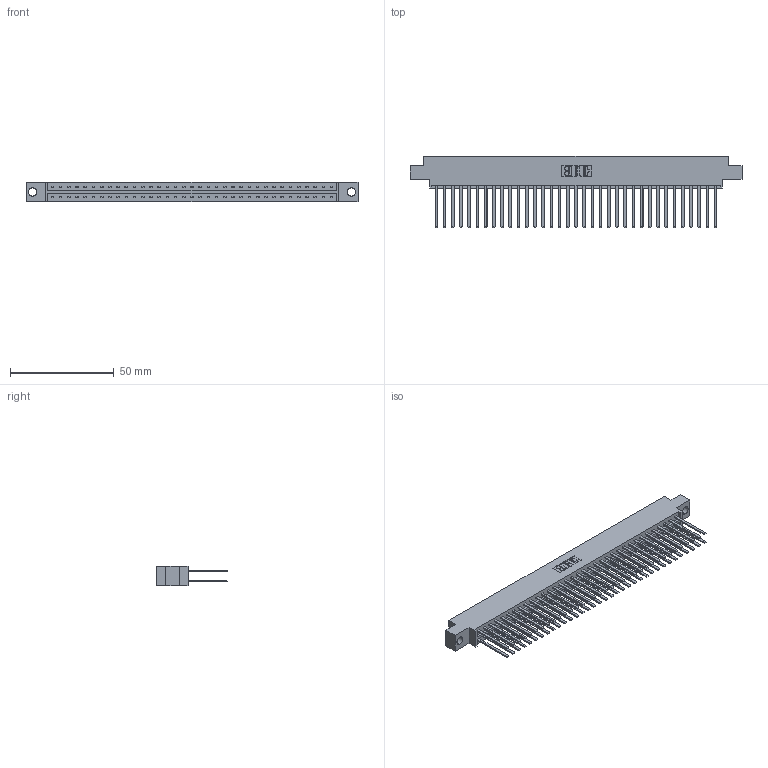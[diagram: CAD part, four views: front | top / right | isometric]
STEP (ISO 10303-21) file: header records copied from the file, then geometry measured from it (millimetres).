
FILE_DESCRIPTION (( 'STEP AP203' ), '1' );
FILE_NAME ('333-070-544-804.STEP', '2018-08-04T15:09:09', ( '' ), ( '' ), 'SwSTEP 2.0', 'SolidWorks 2016', '' );
FILE_SCHEMA (( 'CONFIG_CONTROL_DESIGN' ));
Length unit declared in the file: inch
Products named in the file (3): 333 Part_Offset - .156 Dia - TH; 345-292-001_345-293-144; 333-070-544-804
Assembly tree (71 placements, depth 2):
  333-070-544-804
    333 Part_Offset - .156 Dia - TH
    345-292-001_345-293-144  x70
Bounding box: 160.22 x 34.3 x 9.4 mm (x, y, z)
Volume: 16958 mm3; surface area: 23153.1 mm2
Topology: 71 solids, 71 shells, 3338 faces, 9913 edges, 6514 vertices
Faces by surface type: plane 2314, cylinder 1024
Entity records: 23373 total; most frequent: CARTESIAN_POINT 3882, ORIENTED_EDGE 3818, DIRECTION 3325, EDGE_CURVE 1909, VECTOR 1785, LINE 1785, VERTEX_POINT 1270, AXIS2_PLACEMENT_3D 770
